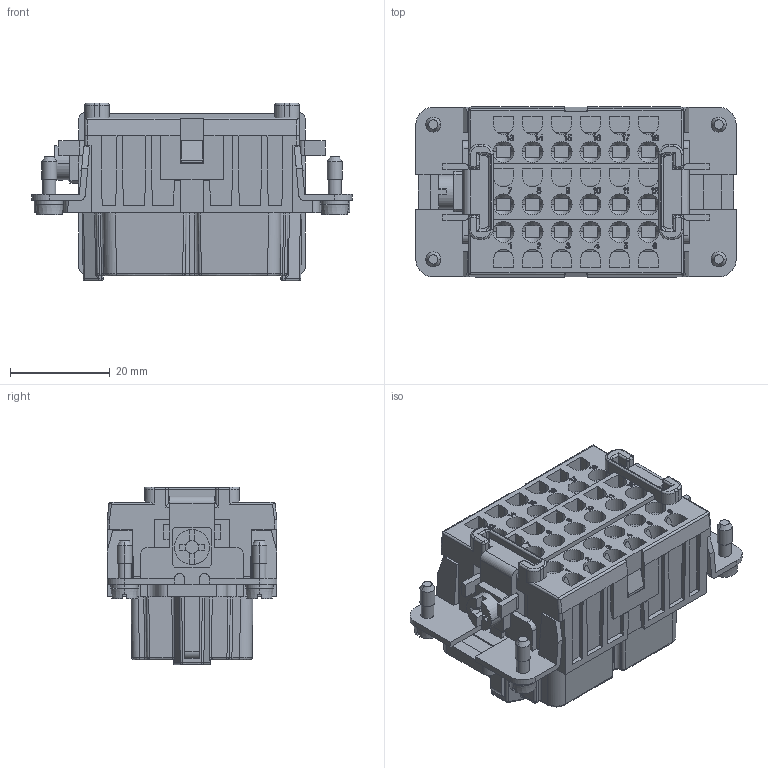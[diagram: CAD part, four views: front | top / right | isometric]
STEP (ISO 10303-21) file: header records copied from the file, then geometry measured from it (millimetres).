
FILE_DESCRIPTION(('Creo Elements/Direct Modeling STEP Export'),'2;1');
FILE_NAME('CDSF_18.stp','2012-02-20T16:53:26',(''),(''),'Creo Elements/Direct Modeling STEP processor for AP214 (Solid Model)','Creo Elements/Direct Modeling 17.0D 15-Jul-2011 (C) Parametric Technology GmbH','');
FILE_SCHEMA(('AUTOMOTIVE_DESIGN { 1 0 10303 214 1 1 1 1 }'));
Products named in the file (2): CDSF_18
Assembly tree (1 placements, depth 2):
  CDSF_18
    CDSF_18
Bounding box: 64.1 x 34 x 35.6 mm (x, y, z)
Volume: 35507.1 mm3; surface area: 18727 mm2
Topology: 1 solids, 20 shells, 4592 faces, 12654 edges, 8339 vertices
Faces by surface type: plane 3953, cylinder 406, cone 122, bspline 72, torus 20, extrusion 15, sphere 4
Entity records: 170151 total; most frequent: CARTESIAN_POINT 42896, ORIENTED_EDGE 25300, DIRECTION 21389, EDGE_CURVE 12650, VECTOR 11227, LINE 11212, VERTEX_POINT 8339, AXIS2_PLACEMENT_3D 5081
